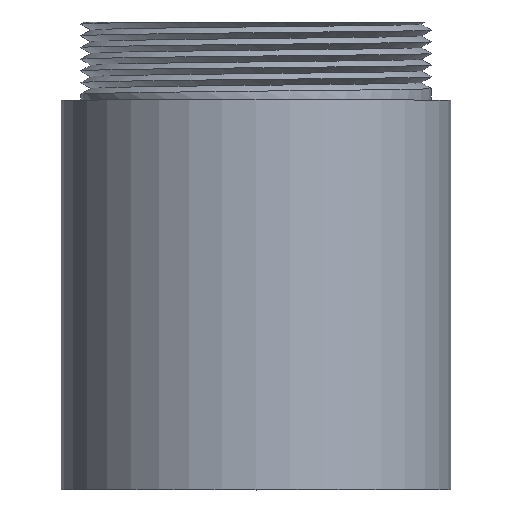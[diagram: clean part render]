
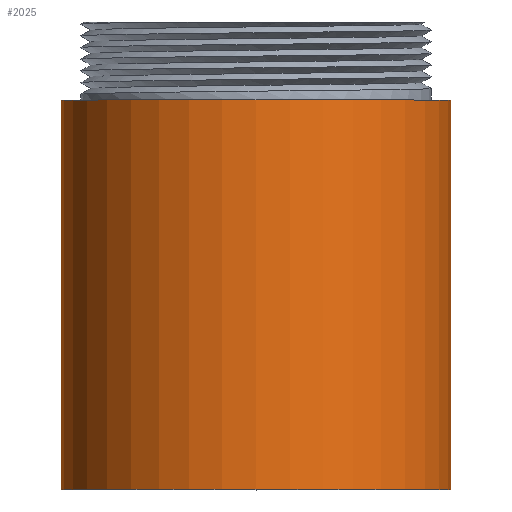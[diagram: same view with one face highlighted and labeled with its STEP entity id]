
A CAD part, top view. The second image highlights one B-rep face of the part: STEP entity #2025.
In plain terms, the highlighted cylindrical face has radius 25 mm (diameter 50 mm), a partial arc.
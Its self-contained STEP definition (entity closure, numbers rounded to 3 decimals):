
#622=CARTESIAN_POINT('',(0.,50.,0.));
#623=DIRECTION('',(0.,-1.,0.));
#624=DIRECTION('',(1.,0.,0.));
#625=AXIS2_PLACEMENT_3D('',#622,#623,#624);
#632=DIRECTION('',(0.,1.,0.));
#633=VECTOR('',#632,50.);
#634=CARTESIAN_POINT('',(25.,0.,0.));
#635=LINE('',#634,#633);
#636=CARTESIAN_POINT('',(0.,0.,0.));
#637=DIRECTION('',(0.,-1.,0.));
#638=DIRECTION('',(1.,0.,0.));
#639=AXIS2_PLACEMENT_3D('',#636,#637,#638);
#641=DIRECTION('',(0.,1.,0.));
#642=VECTOR('',#641,50.);
#643=CARTESIAN_POINT('',(-25.,0.,0.));
#644=LINE('',#643,#642);
#806=CARTESIAN_POINT('',(25.,0.,0.));
#807=CARTESIAN_POINT('',(25.,50.,0.));
#808=VERTEX_POINT('',#806);
#809=VERTEX_POINT('',#807);
#822=CARTESIAN_POINT('',(-25.,0.,0.));
#823=CARTESIAN_POINT('',(-25.,50.,0.));
#824=VERTEX_POINT('',#822);
#825=VERTEX_POINT('',#823);
#2014=CARTESIAN_POINT('',(0.,0.,0.));
#2015=DIRECTION('',(0.,1.,0.));
#2016=DIRECTION('',(1.,0.,0.));
#2017=AXIS2_PLACEMENT_3D('',#2014,#2015,#2016);
#2018=CYLINDRICAL_SURFACE('',#2017,25.);
#2019=ORIENTED_EDGE('',*,*,#2005,.F.);
#2020=ORIENTED_EDGE('',*,*,#869,.T.);
#2021=ORIENTED_EDGE('',*,*,#2008,.T.);
#2022=ORIENTED_EDGE('',*,*,#1990,.F.);
#2023=EDGE_LOOP('',(#2019,#2020,#2021,#2022));
#2024=FACE_OUTER_BOUND('',#2023,.F.);
#2025=ADVANCED_FACE('',(#2024),#2018,.T.);
#626=CIRCLE('',#625,25.);
#640=CIRCLE('',#639,25.);
#869=EDGE_CURVE('',#808,#824,#640,.T.);
#1990=EDGE_CURVE('',#809,#825,#626,.T.);
#2005=EDGE_CURVE('',#808,#809,#635,.T.);
#2008=EDGE_CURVE('',#824,#825,#644,.T.);
